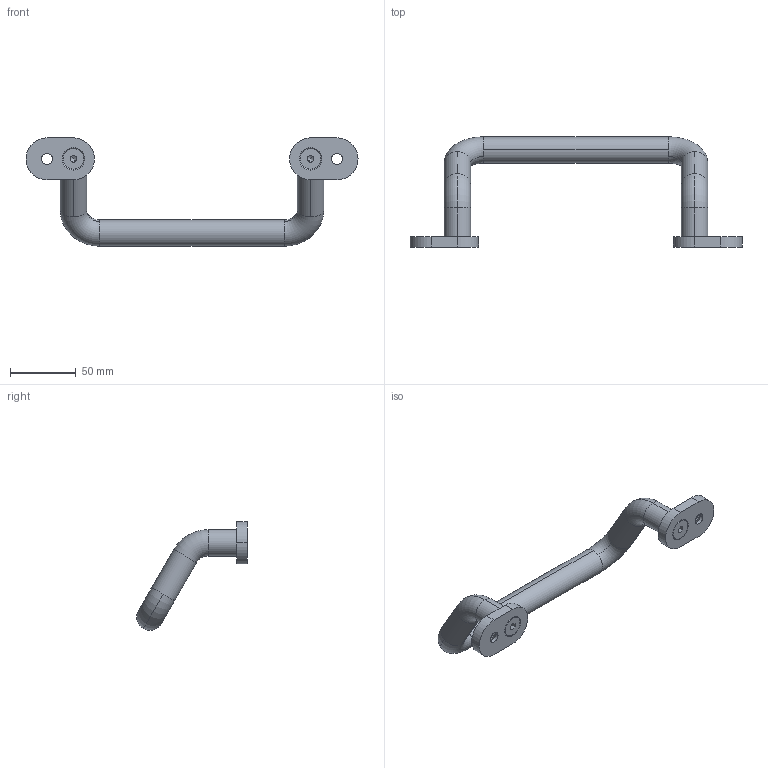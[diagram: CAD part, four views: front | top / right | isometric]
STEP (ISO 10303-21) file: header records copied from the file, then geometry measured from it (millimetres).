
FILE_DESCRIPTION (( 'STEP AP214' ), '1' );
FILE_NAME ('A692 Ðó÷êà äâåðíàÿ àëþìèíèåâàÿ, 200 ìì.STEP', '2023-12-15T11:12:16', ( '' ), ( '' ), 'SwSTEP 2.0', 'SolidWorks 2022', '' );
FILE_SCHEMA (( 'AUTOMOTIVE_DESIGN' ));
Length unit declared in the file: millimetre
Products named in the file (4): A692 Ручка_00; A692 Крепление ручки_00; A692 Ручка дверная алюминиевая, 200 мм; Винт M8x18 DIN 7991_00
Assembly tree (5 placements, depth 2):
  A692 Ручка дверная алюминиевая, 200 мм
    A692 Ручка_00
    A692 Крепление ручки_00  x2
    Винт M8x18 DIN 7991_00  x2
Bounding box: 252 x 83.8 x 82.29 mm (x, y, z)
Volume: 132236.6 mm3; surface area: 33957.3 mm2
Topology: 5 solids, 5 shells, 130 faces, 284 edges, 166 vertices
Faces by surface type: cylinder 48, plane 42, cone 28, torus 12
Entity records: 2449 total; most frequent: DIRECTION 455, CARTESIAN_POINT 372, ORIENTED_EDGE 354, AXIS2_PLACEMENT_3D 188, EDGE_CURVE 177, VERTEX_POINT 105, CIRCLE 98, EDGE_LOOP 90
